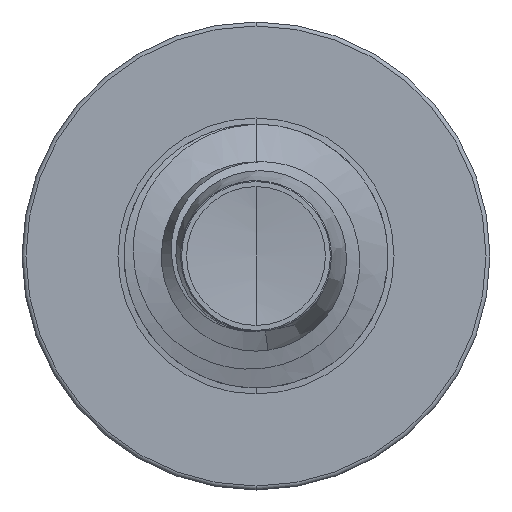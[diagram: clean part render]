
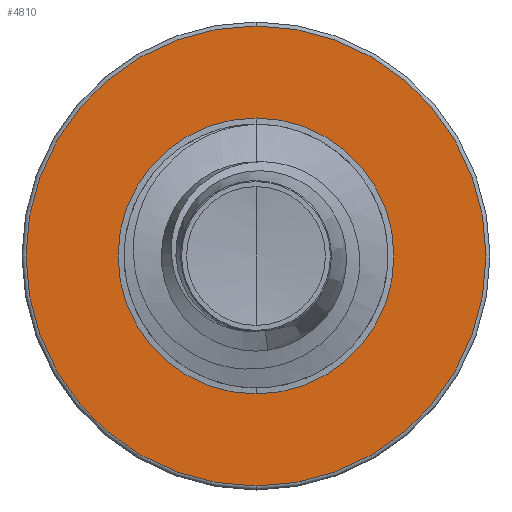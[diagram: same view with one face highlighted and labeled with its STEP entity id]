
A CAD part, front view. The second image highlights one B-rep face of the part: STEP entity #4810.
In plain terms, the highlighted planar face has unit normal (0, -1, 0).
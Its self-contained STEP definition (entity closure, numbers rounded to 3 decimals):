
#207 = EDGE_CURVE ( 'NONE', #8198, #10274, #7574, .T. ) ;
#352 = CARTESIAN_POINT ( 'NONE',  ( 0., 2.5, 1.15 ) ) ;
#810 = CARTESIAN_POINT ( 'NONE',  ( 0., 2.5, -1.15 ) ) ;
#838 = EDGE_CURVE ( 'NONE', #7582, #9323, #3834, .T. ) ;
#1071 = EDGE_CURVE ( 'NONE', #10274, #8198, #9156, .T. ) ;
#1373 = EDGE_CURVE ( 'NONE', #9323, #7582, #6213, .T. ) ;
#1427 = DIRECTION ( 'NONE',  ( 0., 0., 1. ) ) ;
#1482 = DIRECTION ( 'NONE',  ( 0., 1., 0. ) ) ;
#1500 = CARTESIAN_POINT ( 'NONE',  ( 0., 2.5, 0. ) ) ;
#2539 = ORIENTED_EDGE ( 'NONE', *, *, #1071, .T. ) ;
#3178 = CARTESIAN_POINT ( 'NONE',  ( 0., 2.5, -1.917 ) ) ;
#3290 = ORIENTED_EDGE ( 'NONE', *, *, #1373, .F. ) ;
#3401 = CARTESIAN_POINT ( 'NONE',  ( 0., 2.5, 0. ) ) ;
#3704 = ORIENTED_EDGE ( 'NONE', *, *, #207, .T. ) ;
#3834 = CIRCLE ( 'NONE', #5199, 1.917 ) ;
#3845 = AXIS2_PLACEMENT_3D ( 'NONE', #3401, #6567, #7518 ) ;
#4430 = FACE_OUTER_BOUND ( 'NONE', #5077, .T. ) ;
#4810 = ADVANCED_FACE ( 'NONE', ( #4430, #9970 ), #10066, .F. ) ;
#5077 = EDGE_LOOP ( 'NONE', ( #3290, #6296 ) ) ;
#5199 = AXIS2_PLACEMENT_3D ( 'NONE', #1500, #1482, #1427 ) ;
#6213 = CIRCLE ( 'NONE', #8188, 1.917 ) ;
#6255 = CARTESIAN_POINT ( 'NONE',  ( 0., 2.5, 0. ) ) ;
#6296 = ORIENTED_EDGE ( 'NONE', *, *, #838, .F. ) ;
#6320 = DIRECTION ( 'NONE',  ( 0., 1., 0. ) ) ;
#6359 = DIRECTION ( 'NONE',  ( 0., 0., 1. ) ) ;
#6551 = DIRECTION ( 'NONE',  ( 0., 0., 1. ) ) ;
#6567 = DIRECTION ( 'NONE',  ( 0., 1., 0. ) ) ;
#6918 = CARTESIAN_POINT ( 'NONE',  ( 0., 2.5, 1.917 ) ) ;
#7518 = DIRECTION ( 'NONE',  ( 0., 0., 1. ) ) ;
#7574 = CIRCLE ( 'NONE', #3845, 1.15 ) ;
#7582 = VERTEX_POINT ( 'NONE', #3178 ) ;
#8188 = AXIS2_PLACEMENT_3D ( 'NONE', #6255, #6320, #6359 ) ;
#8198 = VERTEX_POINT ( 'NONE', #810 ) ;
#8651 = DIRECTION ( 'NONE',  ( 0., 1., 0. ) ) ;
#8857 = CARTESIAN_POINT ( 'NONE',  ( 0., 2.5, 0. ) ) ;
#9156 = CIRCLE ( 'NONE', #10262, 1.15 ) ;
#9323 = VERTEX_POINT ( 'NONE', #6918 ) ;
#9436 = EDGE_LOOP ( 'NONE', ( #2539, #3704 ) ) ;
#9970 = FACE_BOUND ( 'NONE', #9436, .T. ) ;
#10039 = DIRECTION ( 'NONE',  ( 0., 0., 1. ) ) ;
#10052 = DIRECTION ( 'NONE',  ( 0., 1., 0. ) ) ;
#10061 = CARTESIAN_POINT ( 'NONE',  ( 0., 2.5, -1.15 ) ) ;
#10066 = PLANE ( 'NONE',  #10741 ) ;
#10262 = AXIS2_PLACEMENT_3D ( 'NONE', #8857, #8651, #6551 ) ;
#10274 = VERTEX_POINT ( 'NONE', #352 ) ;
#10741 = AXIS2_PLACEMENT_3D ( 'NONE', #10061, #10052, #10039 ) ;
